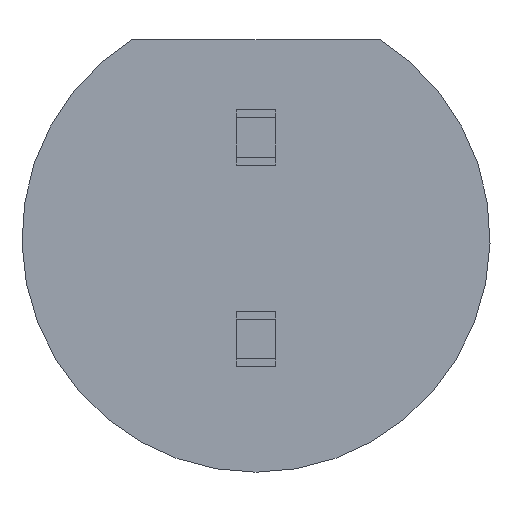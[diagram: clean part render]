
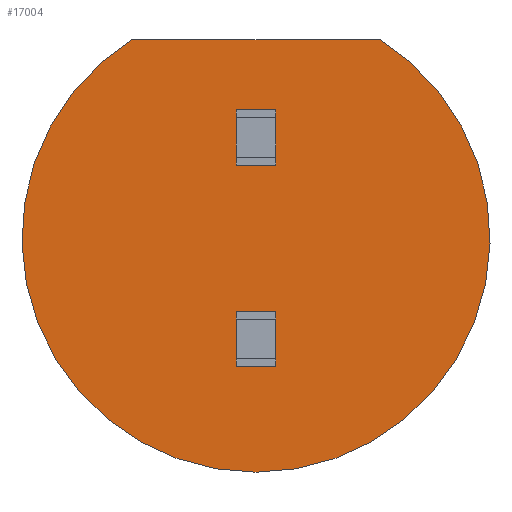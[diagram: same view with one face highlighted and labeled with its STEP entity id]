
A CAD part, front view. The second image highlights one B-rep face of the part: STEP entity #17004.
In plain terms, the highlighted planar face has unit normal (0, -1, 0).
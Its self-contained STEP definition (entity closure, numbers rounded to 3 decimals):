
#7968 = CARTESIAN_POINT ( 'NONE',  ( 0.25, -1.5, -1.52 ) ) ;
#8100 = CARTESIAN_POINT ( 'NONE',  ( 0.25, -1.5, -1.02 ) ) ;
#8105 = DIRECTION ( 'NONE',  ( 0., 0., 1. ) ) ;
#8106 = VECTOR ( 'NONE', #8105, 1000. ) ;
#8107 = CARTESIAN_POINT ( 'NONE',  ( 0.25, -1.5, -21.275 ) ) ;
#8108 = LINE ( 'NONE', #8107, #8106 ) ;
#12586 = CARTESIAN_POINT ( 'NONE',  ( -0.25, -1.5, -1.02 ) ) ;
#12587 = DIRECTION ( 'NONE',  ( 0., 0., 1. ) ) ;
#12588 = VECTOR ( 'NONE', #12587, 1000. ) ;
#12589 = CARTESIAN_POINT ( 'NONE',  ( -0.25, -1.5, -21.275 ) ) ;
#12590 = LINE ( 'NONE', #12589, #12588 ) ;
#12687 = CARTESIAN_POINT ( 'NONE',  ( 0.25, -1.5, 1.02 ) ) ;
#12688 = DIRECTION ( 'NONE',  ( 0., 0., 1. ) ) ;
#12689 = VECTOR ( 'NONE', #12688, 1000. ) ;
#12690 = CARTESIAN_POINT ( 'NONE',  ( 0.25, -1.5, -21.275 ) ) ;
#12691 = LINE ( 'NONE', #12690, #12689 ) ;
#12692 = DIRECTION ( 'NONE',  ( -1., 0., 0. ) ) ;
#12693 = VECTOR ( 'NONE', #12692, 1000. ) ;
#12694 = CARTESIAN_POINT ( 'NONE',  ( 0.25, -1.5, -1.02 ) ) ;
#12695 = LINE ( 'NONE', #12694, #12693 ) ;
#12724 = FACE_OUTER_BOUND ( 'NONE', #17001, .T. ) ;
#12725 = FACE_BOUND ( 'NONE', #16988, .T. ) ;
#12726 = FACE_BOUND ( 'NONE', #17005, .T. ) ;
#12733 = DIRECTION ( 'NONE',  ( -1., 0., 0. ) ) ;
#12734 = VECTOR ( 'NONE', #12733, 1000. ) ;
#12735 = CARTESIAN_POINT ( 'NONE',  ( 0.25, -1.5, 1.52 ) ) ;
#12736 = DIRECTION ( 'NONE',  ( 1., 0., 0. ) ) ;
#12737 = DIRECTION ( 'NONE',  ( 0., -1., 0. ) ) ;
#12738 = CARTESIAN_POINT ( 'NONE',  ( 0., -1.5, 0. ) ) ;
#12739 = AXIS2_PLACEMENT_3D ( 'NONE', #12738, #12737, #12736 ) ;
#12740 = CIRCLE ( 'NONE', #12739, 2.95 ) ;
#12741 = LINE ( 'NONE', #12735, #12734 ) ;
#12742 = CARTESIAN_POINT ( 'NONE',  ( 1.566, -1.5, 2.5 ) ) ;
#12743 = DIRECTION ( 'NONE',  ( 1., 0., 0. ) ) ;
#12744 = VECTOR ( 'NONE', #12743, 1000. ) ;
#12745 = CARTESIAN_POINT ( 'NONE',  ( -1.566, -1.5, 2.5 ) ) ;
#12746 = LINE ( 'NONE', #12745, #12744 ) ;
#12757 = CARTESIAN_POINT ( 'NONE',  ( -0.25, -1.5, 1.52 ) ) ;
#12758 = DIRECTION ( 'NONE',  ( 0., 0., 1. ) ) ;
#12759 = VECTOR ( 'NONE', #12758, 1000. ) ;
#12760 = CARTESIAN_POINT ( 'NONE',  ( -0.25, -1.5, -21.275 ) ) ;
#12761 = LINE ( 'NONE', #12760, #12759 ) ;
#12762 = CARTESIAN_POINT ( 'NONE',  ( -0.25, -1.5, 1.02 ) ) ;
#12763 = DIRECTION ( 'NONE',  ( -1., 0., 0. ) ) ;
#12764 = VECTOR ( 'NONE', #12763, 1000. ) ;
#12765 = CARTESIAN_POINT ( 'NONE',  ( 0.25, -1.5, 1.02 ) ) ;
#12766 = LINE ( 'NONE', #12765, #12764 ) ;
#12767 = CARTESIAN_POINT ( 'NONE',  ( -0.25, -1.5, -1.52 ) ) ;
#12768 = DIRECTION ( 'NONE',  ( -1., 0., 0. ) ) ;
#12769 = VECTOR ( 'NONE', #12768, 1000. ) ;
#12770 = CARTESIAN_POINT ( 'NONE',  ( 0.25, -1.5, -1.52 ) ) ;
#12771 = DIRECTION ( 'NONE',  ( 1., 0., 0. ) ) ;
#12772 = DIRECTION ( 'NONE',  ( 0., -1., 0. ) ) ;
#12773 = CARTESIAN_POINT ( 'NONE',  ( 0., -1.5, 0. ) ) ;
#12774 = AXIS2_PLACEMENT_3D ( 'NONE', #12773, #12772, #12771 ) ;
#12775 = LINE ( 'NONE', #12770, #12769 ) ;
#12776 = PLANE ( 'NONE',  #12774 ) ;
#13011 = CARTESIAN_POINT ( 'NONE',  ( 0.25, -1.5, 1.52 ) ) ;
#14072 = VERTEX_POINT ( 'NONE', #19427 ) ;
#14097 = EDGE_CURVE ( 'NONE', #14098, #14072, #19477, .T. ) ;
#14098 = VERTEX_POINT ( 'NONE', #19472 ) ;
#15757 = VERTEX_POINT ( 'NONE', #7968 ) ;
#15816 = EDGE_CURVE ( 'NONE', #15757, #15819, #8108, .T. ) ;
#15819 = VERTEX_POINT ( 'NONE', #8100 ) ;
#16922 = ORIENTED_EDGE ( 'NONE', *, *, #16923, .T. ) ;
#16923 = EDGE_CURVE ( 'NONE', #17008, #16924, #12590, .T. ) ;
#16924 = VERTEX_POINT ( 'NONE', #12586 ) ;
#16925 = ORIENTED_EDGE ( 'NONE', *, *, #16986, .F. ) ;
#16986 = EDGE_CURVE ( 'NONE', #15819, #16924, #12695, .T. ) ;
#16987 = ORIENTED_EDGE ( 'NONE', *, *, #15816, .F. ) ;
#16988 = EDGE_LOOP ( 'NONE', ( #16989, #17009, #17012, #16999 ) ) ;
#16989 = ORIENTED_EDGE ( 'NONE', *, *, #16990, .F. ) ;
#16990 = EDGE_CURVE ( 'NONE', #16991, #17092, #12691, .T. ) ;
#16991 = VERTEX_POINT ( 'NONE', #12687 ) ;
#16992 = ORIENTED_EDGE ( 'NONE', *, *, #16993, .F. ) ;
#16993 = EDGE_CURVE ( 'NONE', #14098, #16994, #12746, .T. ) ;
#16994 = VERTEX_POINT ( 'NONE', #12742 ) ;
#16995 = ORIENTED_EDGE ( 'NONE', *, *, #14097, .T. ) ;
#16996 = ORIENTED_EDGE ( 'NONE', *, *, #16997, .T. ) ;
#16997 = EDGE_CURVE ( 'NONE', #14072, #16994, #12740, .T. ) ;
#16999 = ORIENTED_EDGE ( 'NONE', *, *, #17000, .F. ) ;
#17000 = EDGE_CURVE ( 'NONE', #17092, #17014, #12741, .T. ) ;
#17001 = EDGE_LOOP ( 'NONE', ( #16992, #16995, #16996 ) ) ;
#17004 = ADVANCED_FACE ( 'NONE', ( #12726, #12725, #12724 ), #12776, .T. ) ;
#17005 = EDGE_LOOP ( 'NONE', ( #17006, #16922, #16925, #16987 ) ) ;
#17006 = ORIENTED_EDGE ( 'NONE', *, *, #17007, .T. ) ;
#17007 = EDGE_CURVE ( 'NONE', #15757, #17008, #12775, .T. ) ;
#17008 = VERTEX_POINT ( 'NONE', #12767 ) ;
#17009 = ORIENTED_EDGE ( 'NONE', *, *, #17010, .T. ) ;
#17010 = EDGE_CURVE ( 'NONE', #16991, #17011, #12766, .T. ) ;
#17011 = VERTEX_POINT ( 'NONE', #12762 ) ;
#17012 = ORIENTED_EDGE ( 'NONE', *, *, #17013, .T. ) ;
#17013 = EDGE_CURVE ( 'NONE', #17011, #17014, #12761, .T. ) ;
#17014 = VERTEX_POINT ( 'NONE', #12757 ) ;
#17092 = VERTEX_POINT ( 'NONE', #13011 ) ;
#19427 = CARTESIAN_POINT ( 'NONE',  ( 0., -1.5, -2.95 ) ) ;
#19472 = CARTESIAN_POINT ( 'NONE',  ( -1.566, -1.5, 2.5 ) ) ;
#19473 = DIRECTION ( 'NONE',  ( 1., 0., 0. ) ) ;
#19474 = DIRECTION ( 'NONE',  ( 0., -1., 0. ) ) ;
#19475 = CARTESIAN_POINT ( 'NONE',  ( 0., -1.5, 0. ) ) ;
#19476 = AXIS2_PLACEMENT_3D ( 'NONE', #19475, #19474, #19473 ) ;
#19477 = CIRCLE ( 'NONE', #19476, 2.95 ) ;
